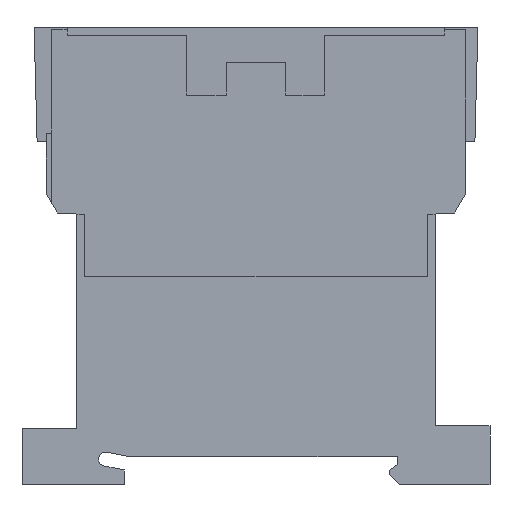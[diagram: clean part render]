
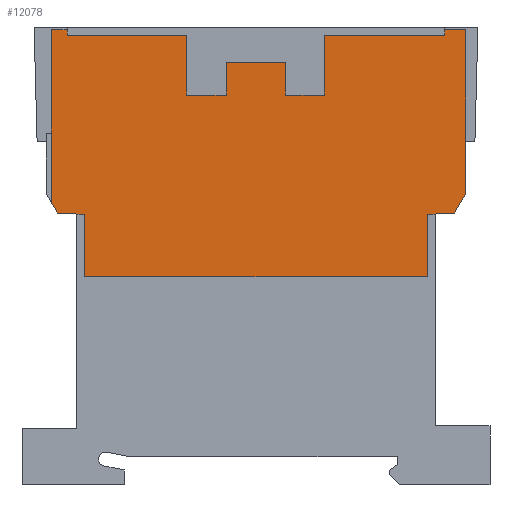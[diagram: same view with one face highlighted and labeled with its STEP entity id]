
A CAD part, left-side view. The second image highlights one B-rep face of the part: STEP entity #12078.
In plain terms, the highlighted planar face has unit normal (-1, 0, 0).
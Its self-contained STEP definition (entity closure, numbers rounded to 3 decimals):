
#2957=DIRECTION('',(0.,-1.,0.));
#2958=VECTOR('',#2957,2.6);
#2959=CARTESIAN_POINT('',(0.02,5.6,56.4));
#2960=LINE('',#2959,#2958);
#2961=DIRECTION('',(0.,0.,-1.));
#2962=VECTOR('',#2961,20.3);
#2963=CARTESIAN_POINT('',(0.02,3.,56.4));
#2964=LINE('',#2963,#2962);
#2965=DIRECTION('',(0.,0.5,-0.866));
#2966=VECTOR('',#2965,2.799);
#2967=CARTESIAN_POINT('',(0.02,3.,36.1));
#2968=LINE('',#2967,#2966);
#2969=DIRECTION('',(0.,0.999,-0.052));
#2970=VECTOR('',#2969,2.404);
#2971=CARTESIAN_POINT('',(0.02,4.4,33.676));
#2972=LINE('',#2971,#2970);
#2973=DIRECTION('',(0.,0.999,-0.052));
#2974=VECTOR('',#2973,0.951);
#2975=CARTESIAN_POINT('',(0.02,6.8,33.55));
#2976=LINE('',#2975,#2974);
#2977=DIRECTION('',(0.,0.,-1.));
#2978=VECTOR('',#2977,7.7);
#2979=CARTESIAN_POINT('',(0.02,7.75,33.5));
#2980=LINE('',#2979,#2978);
#2981=DIRECTION('',(0.,1.,0.));
#2982=VECTOR('',#2981,42.5);
#2983=CARTESIAN_POINT('',(0.02,7.75,25.8));
#2984=LINE('',#2983,#2982);
#2985=DIRECTION('',(0.,0.,1.));
#2986=VECTOR('',#2985,7.7);
#2987=CARTESIAN_POINT('',(0.02,50.25,25.8));
#2988=LINE('',#2987,#2986);
#2989=DIRECTION('',(0.,0.999,0.052));
#2990=VECTOR('',#2989,0.951);
#2991=CARTESIAN_POINT('',(0.02,50.25,33.5));
#2992=LINE('',#2991,#2990);
#2993=DIRECTION('',(0.,0.999,0.052));
#2994=VECTOR('',#2993,2.404);
#2995=CARTESIAN_POINT('',(0.02,51.2,33.55));
#2996=LINE('',#2995,#2994);
#2997=DIRECTION('',(0.,0.5,0.866));
#2998=VECTOR('',#2997,1.543);
#2999=CARTESIAN_POINT('',(0.02,53.6,33.676));
#3000=LINE('',#2999,#2998);
#3001=DIRECTION('',(0.,0.,1.));
#3002=VECTOR('',#3001,21.388);
#3003=CARTESIAN_POINT('',(0.02,54.372,35.012));
#3004=LINE('',#3003,#3002);
#3005=DIRECTION('',(0.,-1.,0.));
#3006=VECTOR('',#3005,1.972);
#3007=CARTESIAN_POINT('',(0.02,54.372,56.4));
#3008=LINE('',#3007,#3006);
#3009=DIRECTION('',(0.,0.,1.));
#3010=VECTOR('',#3009,0.7);
#3011=CARTESIAN_POINT('',(0.02,5.6,55.7));
#3012=LINE('',#3011,#3010);
#3079=DIRECTION('',(0.,1.,0.));
#3080=VECTOR('',#3079,14.95);
#3081=CARTESIAN_POINT('',(0.02,5.6,55.7));
#3082=LINE('',#3081,#3080);
#3087=DIRECTION('',(0.,0.,-1.));
#3088=VECTOR('',#3087,7.4);
#3089=CARTESIAN_POINT('',(0.02,20.55,55.7));
#3090=LINE('',#3089,#3088);
#3095=DIRECTION('',(0.,1.,0.));
#3096=VECTOR('',#3095,4.75);
#3097=CARTESIAN_POINT('',(0.02,20.55,48.3));
#3098=LINE('',#3097,#3096);
#3103=DIRECTION('',(0.,0.,1.));
#3104=VECTOR('',#3103,4.);
#3105=CARTESIAN_POINT('',(0.02,25.3,48.3));
#3106=LINE('',#3105,#3104);
#3111=DIRECTION('',(0.,1.,0.));
#3112=VECTOR('',#3111,7.4);
#3113=CARTESIAN_POINT('',(0.02,25.3,52.3));
#3114=LINE('',#3113,#3112);
#3119=DIRECTION('',(0.,0.,-1.));
#3120=VECTOR('',#3119,4.);
#3121=CARTESIAN_POINT('',(0.02,32.7,52.3));
#3122=LINE('',#3121,#3120);
#3127=DIRECTION('',(0.,1.,0.));
#3128=VECTOR('',#3127,4.9);
#3129=CARTESIAN_POINT('',(0.02,32.7,48.3));
#3130=LINE('',#3129,#3128);
#3135=DIRECTION('',(0.,0.,1.));
#3136=VECTOR('',#3135,7.4);
#3137=CARTESIAN_POINT('',(0.02,37.6,48.3));
#3138=LINE('',#3137,#3136);
#3143=DIRECTION('',(0.,1.,0.));
#3144=VECTOR('',#3143,14.8);
#3145=CARTESIAN_POINT('',(0.02,37.6,55.7));
#3146=LINE('',#3145,#3144);
#3159=DIRECTION('',(0.,0.,1.));
#3160=VECTOR('',#3159,0.7);
#3161=CARTESIAN_POINT('',(0.02,52.4,55.7));
#3162=LINE('',#3161,#3160);
#5981=CARTESIAN_POINT('',(0.02,50.25,25.8));
#5982=VERTEX_POINT('',#5981);
#5983=CARTESIAN_POINT('',(0.02,7.75,25.8));
#5984=VERTEX_POINT('',#5983);
#5985=CARTESIAN_POINT('',(0.02,50.25,33.5));
#5986=VERTEX_POINT('',#5985);
#5987=CARTESIAN_POINT('',(0.02,51.2,33.55));
#5988=VERTEX_POINT('',#5987);
#6111=CARTESIAN_POINT('',(0.02,6.8,33.55));
#6112=VERTEX_POINT('',#6111);
#6237=CARTESIAN_POINT('',(0.02,4.4,33.676));
#6238=VERTEX_POINT('',#6237);
#6271=CARTESIAN_POINT('',(0.02,3.,36.1));
#6272=VERTEX_POINT('',#6271);
#6291=CARTESIAN_POINT('',(0.02,3.,56.4));
#6293=VERTEX_POINT('',#6291);
#6938=CARTESIAN_POINT('',(0.02,54.372,35.012));
#6940=VERTEX_POINT('',#6938);
#6941=CARTESIAN_POINT('',(0.02,53.6,33.676));
#6942=VERTEX_POINT('',#6941);
#6967=CARTESIAN_POINT('',(0.02,54.372,56.4));
#6968=VERTEX_POINT('',#6967);
#7145=CARTESIAN_POINT('',(0.02,5.6,56.4));
#7146=VERTEX_POINT('',#7145);
#7179=CARTESIAN_POINT('',(0.02,52.4,56.4));
#7180=VERTEX_POINT('',#7179);
#7253=CARTESIAN_POINT('',(0.02,5.6,55.7));
#7254=VERTEX_POINT('',#7253);
#7255=CARTESIAN_POINT('',(0.02,7.75,33.5));
#7256=VERTEX_POINT('',#7255);
#7257=CARTESIAN_POINT('',(0.02,52.4,55.7));
#7258=VERTEX_POINT('',#7257);
#7259=CARTESIAN_POINT('',(0.02,37.6,55.7));
#7260=VERTEX_POINT('',#7259);
#7261=CARTESIAN_POINT('',(0.02,37.6,48.3));
#7262=VERTEX_POINT('',#7261);
#7263=CARTESIAN_POINT('',(0.02,32.7,48.3));
#7264=VERTEX_POINT('',#7263);
#7265=CARTESIAN_POINT('',(0.02,32.7,52.3));
#7266=VERTEX_POINT('',#7265);
#7267=CARTESIAN_POINT('',(0.02,25.3,52.3));
#7268=VERTEX_POINT('',#7267);
#7269=CARTESIAN_POINT('',(0.02,25.3,48.3));
#7270=VERTEX_POINT('',#7269);
#7271=CARTESIAN_POINT('',(0.02,20.55,48.3));
#7272=VERTEX_POINT('',#7271);
#7273=CARTESIAN_POINT('',(0.02,20.55,55.7));
#7274=VERTEX_POINT('',#7273);
#12029=CARTESIAN_POINT('',(0.02,0.,0.));
#12030=DIRECTION('',(-1.,0.,0.));
#12031=DIRECTION('',(0.,0.,1.));
#12032=AXIS2_PLACEMENT_3D('',#12029,#12030,#12031);
#12033=PLANE('',#12032);
#12035=ORIENTED_EDGE('',*,*,#12034,.T.);
#12037=ORIENTED_EDGE('',*,*,#12036,.T.);
#12039=ORIENTED_EDGE('',*,*,#12038,.T.);
#12041=ORIENTED_EDGE('',*,*,#12040,.T.);
#12043=ORIENTED_EDGE('',*,*,#12042,.T.);
#12045=ORIENTED_EDGE('',*,*,#12044,.T.);
#12046=ORIENTED_EDGE('',*,*,#7923,.T.);
#12047=ORIENTED_EDGE('',*,*,#7938,.T.);
#12048=ORIENTED_EDGE('',*,*,#7952,.T.);
#12050=ORIENTED_EDGE('',*,*,#12049,.T.);
#12051=ORIENTED_EDGE('',*,*,#12020,.T.);
#12052=ORIENTED_EDGE('',*,*,#12009,.T.);
#12053=ORIENTED_EDGE('',*,*,#11994,.T.);
#12055=ORIENTED_EDGE('',*,*,#12054,.F.);
#12057=ORIENTED_EDGE('',*,*,#12056,.F.);
#12059=ORIENTED_EDGE('',*,*,#12058,.F.);
#12061=ORIENTED_EDGE('',*,*,#12060,.F.);
#12063=ORIENTED_EDGE('',*,*,#12062,.F.);
#12065=ORIENTED_EDGE('',*,*,#12064,.F.);
#12067=ORIENTED_EDGE('',*,*,#12066,.F.);
#12069=ORIENTED_EDGE('',*,*,#12068,.F.);
#12071=ORIENTED_EDGE('',*,*,#12070,.F.);
#12073=ORIENTED_EDGE('',*,*,#12072,.F.);
#12075=ORIENTED_EDGE('',*,*,#12074,.T.);
#12076=EDGE_LOOP('',(#12035,#12037,#12039,#12041,#12043,#12045,#12046,#12047,
#12048,#12050,#12051,#12052,#12053,#12055,#12057,#12059,#12061,#12063,#12065,
#12067,#12069,#12071,#12073,#12075));
#12077=FACE_OUTER_BOUND('',#12076,.F.);
#7923=EDGE_CURVE('',#5984,#5982,#2984,.T.);
#7938=EDGE_CURVE('',#5982,#5986,#2988,.T.);
#7952=EDGE_CURVE('',#5986,#5988,#2992,.T.);
#11994=EDGE_CURVE('',#6968,#7180,#3008,.T.);
#12009=EDGE_CURVE('',#6940,#6968,#3004,.T.);
#12020=EDGE_CURVE('',#6942,#6940,#3000,.T.);
#12034=EDGE_CURVE('',#7146,#6293,#2960,.T.);
#12036=EDGE_CURVE('',#6293,#6272,#2964,.T.);
#12038=EDGE_CURVE('',#6272,#6238,#2968,.T.);
#12040=EDGE_CURVE('',#6238,#6112,#2972,.T.);
#12042=EDGE_CURVE('',#6112,#7256,#2976,.T.);
#12044=EDGE_CURVE('',#7256,#5984,#2980,.T.);
#12049=EDGE_CURVE('',#5988,#6942,#2996,.T.);
#12054=EDGE_CURVE('',#7258,#7180,#3162,.T.);
#12056=EDGE_CURVE('',#7260,#7258,#3146,.T.);
#12058=EDGE_CURVE('',#7262,#7260,#3138,.T.);
#12060=EDGE_CURVE('',#7264,#7262,#3130,.T.);
#12062=EDGE_CURVE('',#7266,#7264,#3122,.T.);
#12064=EDGE_CURVE('',#7268,#7266,#3114,.T.);
#12066=EDGE_CURVE('',#7270,#7268,#3106,.T.);
#12068=EDGE_CURVE('',#7272,#7270,#3098,.T.);
#12070=EDGE_CURVE('',#7274,#7272,#3090,.T.);
#12072=EDGE_CURVE('',#7254,#7274,#3082,.T.);
#12074=EDGE_CURVE('',#7254,#7146,#3012,.T.);
#12078=ADVANCED_FACE('',(#12077),#12033,.T.);
